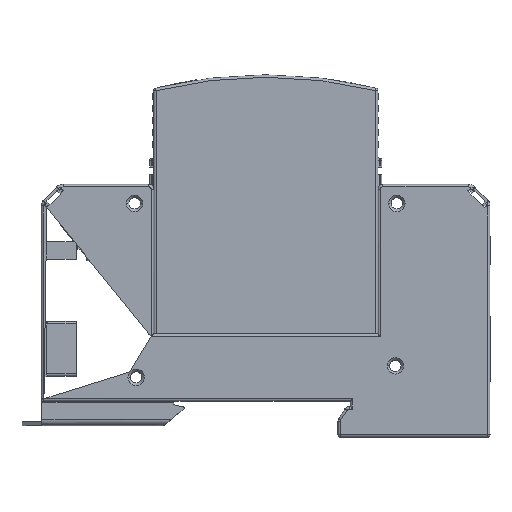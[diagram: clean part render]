
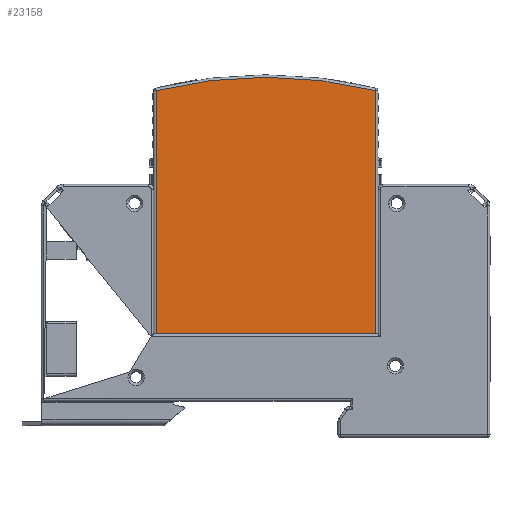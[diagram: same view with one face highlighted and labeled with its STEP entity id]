
A CAD part, top view. The second image highlights one B-rep face of the part: STEP entity #23158.
In plain terms, the highlighted face is planar.
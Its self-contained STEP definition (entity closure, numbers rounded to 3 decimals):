
#20071=CARTESIAN_POINT('',(0.,-8.9,-39.802));
#20072=DIRECTION('',(0.,1.,0.));
#20073=DIRECTION('',(-0.241,0.,0.971));
#20074=AXIS2_PLACEMENT_3D('',#20071,#20072,#20073);
#20119=DIRECTION('',(0.,0.,-1.));
#20120=VECTOR('',#20119,48.81);
#20121=CARTESIAN_POINT('',(-22.,-8.9,48.81));
#20122=LINE('',#20121,#20120);
#20188=DIRECTION('',(1.,0.,0.));
#20189=VECTOR('',#20188,44.);
#20190=CARTESIAN_POINT('',(-22.,-8.9,0.));
#20191=LINE('',#20190,#20189);
#20543=DIRECTION('',(0.,0.,1.));
#20544=VECTOR('',#20543,48.81);
#20545=CARTESIAN_POINT('',(22.,-8.9,0.));
#20546=LINE('',#20545,#20544);
#22729=CARTESIAN_POINT('',(-22.,-8.9,48.81));
#22730=CARTESIAN_POINT('',(22.,-8.9,48.81));
#22731=VERTEX_POINT('',#22729);
#22732=VERTEX_POINT('',#22730);
#22733=CARTESIAN_POINT('',(22.,-8.9,0.));
#22734=VERTEX_POINT('',#22733);
#22735=CARTESIAN_POINT('',(-22.,-8.9,0.));
#22736=VERTEX_POINT('',#22735);
#23143=CARTESIAN_POINT('',(0.,-8.9,0.));
#23144=DIRECTION('',(0.,1.,0.));
#23145=DIRECTION('',(-1.,0.,0.));
#23146=AXIS2_PLACEMENT_3D('',#23143,#23144,#23145);
#23147=PLANE('',#23146);
#23149=ORIENTED_EDGE('',*,*,#23148,.T.);
#23151=ORIENTED_EDGE('',*,*,#23150,.F.);
#23153=ORIENTED_EDGE('',*,*,#23152,.F.);
#23155=ORIENTED_EDGE('',*,*,#23154,.F.);
#23156=EDGE_LOOP('',(#23149,#23151,#23153,#23155));
#23157=FACE_OUTER_BOUND('',#23156,.F.);
#20075=CIRCLE('',#20074,91.302);
#23148=EDGE_CURVE('',#22731,#22732,#20075,.T.);
#23150=EDGE_CURVE('',#22734,#22732,#20546,.T.);
#23152=EDGE_CURVE('',#22736,#22734,#20191,.T.);
#23154=EDGE_CURVE('',#22731,#22736,#20122,.T.);
#23158=ADVANCED_FACE('',(#23157),#23147,.F.);
